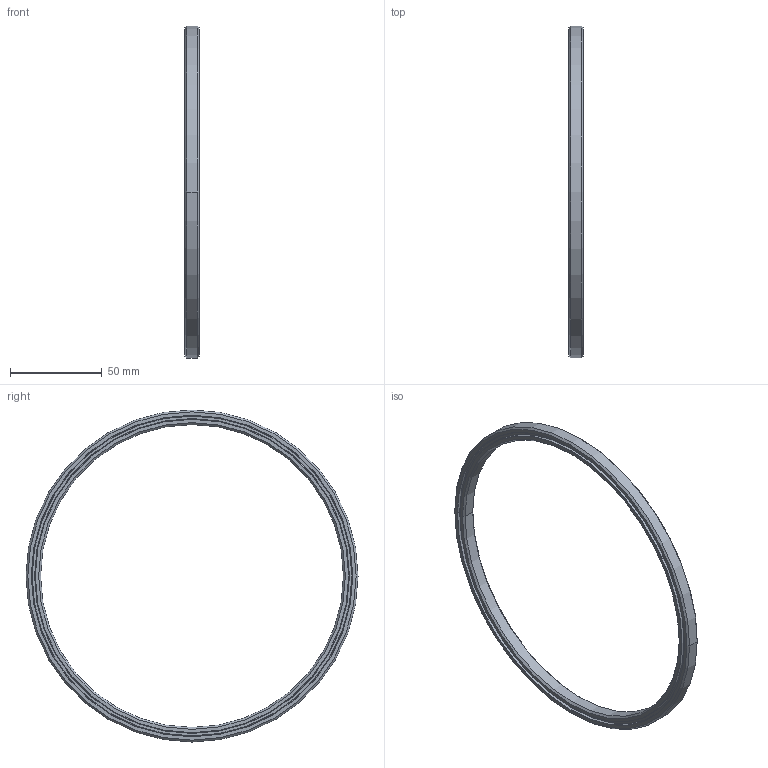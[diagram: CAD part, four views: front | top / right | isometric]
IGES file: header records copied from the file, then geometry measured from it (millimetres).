
Start section: TurboCAD 2019 Platinum 26.0, IMSIDesign, LLC
Global section: author: NULL; organization: NULL; date: 20200420.151649; units: inch
Bounding box: 7.94 x 180.97 x 180.97 mm (x, y, z)
Surface area: 41079.4 mm2 (no closed solid volume)
Topology: 0 solids, 0 shells, 417 faces, 2473 edges, 2135 vertices
Faces by surface type: revolution 411, extrusion 6
